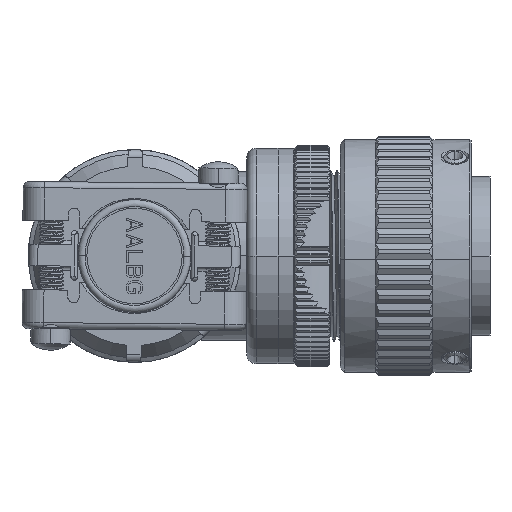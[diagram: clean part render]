
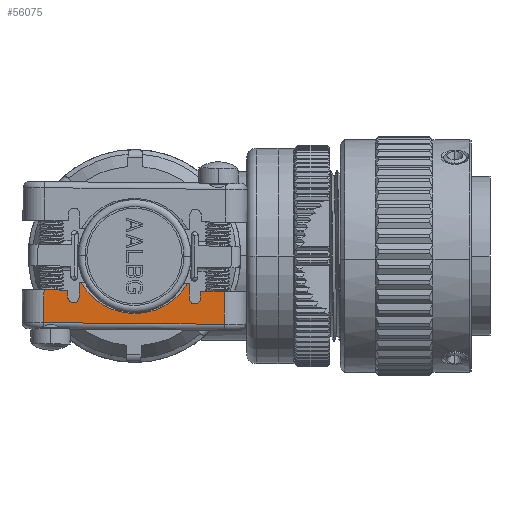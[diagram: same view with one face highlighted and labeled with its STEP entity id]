
A CAD part, front view. The second image highlights one B-rep face of the part: STEP entity #56075.
In plain terms, the highlighted planar face has unit normal (0, -1, 0).
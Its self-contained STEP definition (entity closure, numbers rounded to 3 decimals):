
#4653=CARTESIAN_POINT('',(0.006,-43.97,0.705));
#4654=DIRECTION('',(0.,1.,0.));
#4655=DIRECTION('',(0.861,0.,-0.509));
#4656=AXIS2_PLACEMENT_3D('',#4653,#4654,#4655);
#4658=DIRECTION('',(0.009,0.,1.));
#4659=VECTOR('',#4658,2.3);
#4660=CARTESIAN_POINT('',(9.108,-43.97,-7.016));
#4661=LINE('3446',#4660,#4659);
#4662=CARTESIAN_POINT('',(10.048,-43.97,-7.025));
#4663=DIRECTION('',(0.,1.,0.));
#4664=DIRECTION('',(1.,0.,-0.009));
#4665=AXIS2_PLACEMENT_3D('',#4662,#4663,#4664);
#4667=DIRECTION('',(-0.009,0.,-1.));
#4668=VECTOR('',#4667,1.16);
#4669=CARTESIAN_POINT('',(10.998,-43.97,-5.873));
#4670=LINE('3416',#4669,#4668);
#4671=DIRECTION('',(-1.,0.,0.009));
#4672=VECTOR('',#4671,3.97);
#4673=CARTESIAN_POINT('',(14.968,-43.97,-5.908));
#4674=LINE('3430',#4673,#4672);
#4675=DIRECTION('',(0.009,0.,1.));
#4676=VECTOR('',#4675,5.46);
#4677=CARTESIAN_POINT('',(14.92,-43.97,-11.368));
#4678=LINE('3464',#4677,#4676);
#4679=DIRECTION('',(0.009,0.,1.));
#4680=VECTOR('',#4679,5.46);
#4681=CARTESIAN_POINT('',(-15.119,-43.97,-11.101));
#4682=LINE('3463',#4681,#4680);
#4683=DIRECTION('',(-1.,0.,0.009));
#4684=VECTOR('',#4683,3.97);
#4685=CARTESIAN_POINT('',(-11.101,-43.97,-5.677));
#4686=LINE('3431',#4685,#4684);
#4687=DIRECTION('',(0.009,0.,1.));
#4688=VECTOR('',#4687,1.16);
#4689=CARTESIAN_POINT('',(-11.111,-43.97,-6.837));
#4690=LINE('3419',#4689,#4688);
#4691=CARTESIAN_POINT('',(-10.171,-43.97,-6.845));
#4692=DIRECTION('',(0.,1.,0.));
#4693=DIRECTION('',(1.,0.,-0.009));
#4694=AXIS2_PLACEMENT_3D('',#4691,#4692,#4693);
#4696=DIRECTION('',(-0.009,0.,-1.));
#4697=VECTOR('',#4696,2.3);
#4698=CARTESIAN_POINT('',(-9.211,-43.97,-4.553));
#4699=LINE('3449',#4698,#4697);
#4700=DIRECTION('',(-1.,0.,0.009));
#4701=VECTOR('',#4700,0.087);
#4702=CARTESIAN_POINT('',(-8.942,-43.97,-4.376));
#4703=LINE('3448',#4702,#4701);
#4704=DIRECTION('',(-1.,0.,0.009));
#4705=VECTOR('',#4704,0.087);
#4706=CARTESIAN_POINT('',(8.95,-43.97,-4.535));
#4707=LINE('3447',#4706,#4705);
#4717=CARTESIAN_POINT('',(8.948,-43.97,-4.715));
#4718=DIRECTION('',(0.,-1.,0.));
#4719=DIRECTION('',(1.,0.,-0.009));
#4720=AXIS2_PLACEMENT_3D('',#4717,#4718,#4719);
#4785=CARTESIAN_POINT('',(-9.031,-43.97,-4.555));
#4786=DIRECTION('',(0.,-1.,0.));
#4787=DIRECTION('',(0.009,0.,1.));
#4788=AXIS2_PLACEMENT_3D('',#4785,#4786,#4787);
#4932=DIRECTION('',(1.,0.,-0.009));
#4933=VECTOR('',#4932,30.04);
#4934=CARTESIAN_POINT('',(-15.119,-43.97,-11.101));
#4935=LINE('3460',#4934,#4933);
#48296=CARTESIAN_POINT('',(10.998,-43.97,-5.873));
#48297=CARTESIAN_POINT('',(10.988,-43.97,-7.033));
#48298=VERTEX_POINT('',#48296);
#48299=VERTEX_POINT('',#48297);
#48300=CARTESIAN_POINT('',(9.108,-43.97,-7.016));
#48301=VERTEX_POINT('',#48300);
#48302=CARTESIAN_POINT('',(-9.231,-43.97,-6.853));
#48303=CARTESIAN_POINT('',(-11.111,-43.97,-6.837));
#48304=VERTEX_POINT('',#48302);
#48305=VERTEX_POINT('',#48303);
#48306=CARTESIAN_POINT('',(-11.101,-43.97,-5.677));
#48307=VERTEX_POINT('',#48306);
#48309=CARTESIAN_POINT('',(14.968,-43.97,-5.908));
#48311=VERTEX_POINT('',#48309);
#48312=CARTESIAN_POINT('',(-15.071,-43.97,-5.641));
#48314=VERTEX_POINT('',#48312);
#48328=CARTESIAN_POINT('',(9.128,-43.97,-4.716));
#48329=VERTEX_POINT('',#48328);
#48330=CARTESIAN_POINT('',(8.95,-43.97,-4.535));
#48331=VERTEX_POINT('',#48330);
#48336=CARTESIAN_POINT('',(-9.029,-43.97,-4.375));
#48337=VERTEX_POINT('',#48336);
#48338=CARTESIAN_POINT('',(-9.211,-43.97,-4.553));
#48339=VERTEX_POINT('',#48338);
#48344=CARTESIAN_POINT('',(8.863,-43.97,-4.534));
#48345=VERTEX_POINT('',#48344);
#48346=CARTESIAN_POINT('',(-8.942,-43.97,-4.376));
#48347=VERTEX_POINT('',#48346);
#48356=CARTESIAN_POINT('',(14.92,-43.97,-11.368));
#48358=VERTEX_POINT('',#48356);
#48366=CARTESIAN_POINT('',(-15.119,-43.97,-11.101));
#48367=VERTEX_POINT('',#48366);
#56039=CARTESIAN_POINT('',(-0.109,-43.97,-12.255));
#56040=DIRECTION('',(0.,-1.,0.));
#56041=DIRECTION('',(1.,0.,-0.009));
#56042=AXIS2_PLACEMENT_3D('',#56039,#56040,#56041);
#56043=PLANE('619',#56042);
#56045=ORIENTED_EDGE('3436',*,*,#56044,.F.);
#56047=ORIENTED_EDGE('3446',*,*,#56046,.F.);
#56049=ORIENTED_EDGE('3417',*,*,#56048,.F.);
#56051=ORIENTED_EDGE('3416',*,*,#56050,.F.);
#56053=ORIENTED_EDGE('3430',*,*,#56052,.F.);
#56055=ORIENTED_EDGE('3464',*,*,#56054,.F.);
#56057=ORIENTED_EDGE('3460',*,*,#56056,.F.);
#56059=ORIENTED_EDGE('3463',*,*,#56058,.T.);
#56061=ORIENTED_EDGE('3431',*,*,#56060,.F.);
#56063=ORIENTED_EDGE('3419',*,*,#56062,.F.);
#56065=ORIENTED_EDGE('3418',*,*,#56064,.F.);
#56067=ORIENTED_EDGE('3449',*,*,#56066,.F.);
#56069=ORIENTED_EDGE('3440',*,*,#56068,.F.);
#56070=ORIENTED_EDGE('3448',*,*,#55905,.F.);
#56071=ORIENTED_EDGE('3454',*,*,#56026,.F.);
#56072=ORIENTED_EDGE('3447',*,*,#55840,.F.);
#56073=EDGE_LOOP('619',(#56045,#56047,#56049,#56051,#56053,#56055,#56057,#56059,
#56061,#56063,#56065,#56067,#56069,#56070,#56071,#56072));
#56074=FACE_OUTER_BOUND('619',#56073,.F.);
#4657=CIRCLE('3454',#4656,10.29);
#4666=CIRCLE('3417',#4665,0.94);
#4695=CIRCLE('3418',#4694,0.94);
#4721=CIRCLE('3436',#4720,0.18);
#4789=CIRCLE('3440',#4788,0.18);
#55840=EDGE_CURVE('3447',#48331,#48345,#4707,.T.);
#55905=EDGE_CURVE('3448',#48347,#48337,#4703,.T.);
#56026=EDGE_CURVE('3454',#48345,#48347,#4657,.T.);
#56044=EDGE_CURVE('3436',#48329,#48331,#4721,.T.);
#56046=EDGE_CURVE('3446',#48301,#48329,#4661,.T.);
#56048=EDGE_CURVE('3417',#48299,#48301,#4666,.T.);
#56050=EDGE_CURVE('3416',#48298,#48299,#4670,.T.);
#56052=EDGE_CURVE('3430',#48311,#48298,#4674,.T.);
#56054=EDGE_CURVE('3464',#48358,#48311,#4678,.T.);
#56056=EDGE_CURVE('3460',#48367,#48358,#4935,.T.);
#56058=EDGE_CURVE('3463',#48367,#48314,#4682,.T.);
#56060=EDGE_CURVE('3431',#48307,#48314,#4686,.T.);
#56062=EDGE_CURVE('3419',#48305,#48307,#4690,.T.);
#56064=EDGE_CURVE('3418',#48304,#48305,#4695,.T.);
#56066=EDGE_CURVE('3449',#48339,#48304,#4699,.T.);
#56068=EDGE_CURVE('3440',#48337,#48339,#4789,.T.);
#56075=ADVANCED_FACE('619',(#56074),#56043,.T.);
